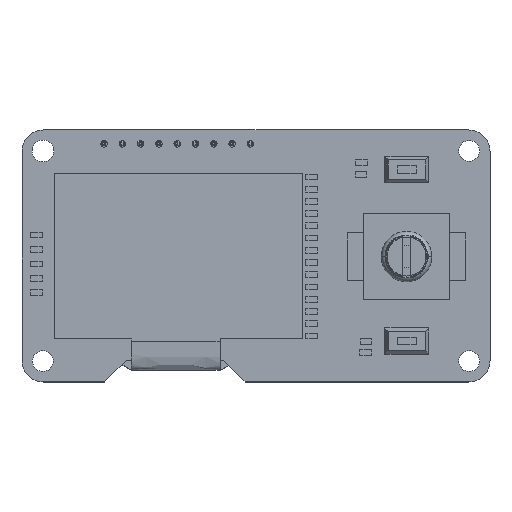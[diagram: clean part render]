
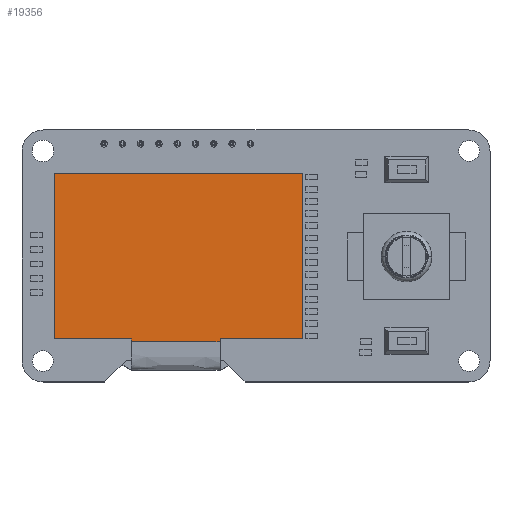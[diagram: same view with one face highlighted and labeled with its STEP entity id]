
A CAD part, top view. The second image highlights one B-rep face of the part: STEP entity #19356.
In plain terms, the highlighted planar face has unit normal (0, 0, 1).
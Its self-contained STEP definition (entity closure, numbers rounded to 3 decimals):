
#19070 = VERTEX_POINT('',#19071);
#19071 = CARTESIAN_POINT('',(-27.95,-11.55,14.));
#19077 = EDGE_CURVE('',#19078,#19070,#19080,.T.);
#19078 = VERTEX_POINT('',#19079);
#19079 = CARTESIAN_POINT('',(-27.95,11.45,14.));
#19080 = LINE('',#19081,#19082);
#19081 = CARTESIAN_POINT('',(-27.95,11.45,14.));
#19082 = VECTOR('',#19083,1.);
#19083 = DIRECTION('',(0.,-1.,0.));
#19101 = VERTEX_POINT('',#19102);
#19102 = CARTESIAN_POINT('',(-17.247,-11.55,14.));
#19108 = EDGE_CURVE('',#19070,#19101,#19109,.T.);
#19109 = LINE('',#19110,#19111);
#19110 = CARTESIAN_POINT('',(-27.95,-11.55,14.));
#19111 = VECTOR('',#19112,1.);
#19112 = DIRECTION('',(1.,0.,0.));
#19142 = VERTEX_POINT('',#19143);
#19143 = CARTESIAN_POINT('',(-17.247,-11.95,14.));
#19190 = EDGE_CURVE('',#19101,#19142,#19191,.T.);
#19191 = LINE('',#19192,#19193);
#19192 = CARTESIAN_POINT('',(-17.247,-11.55,14.));
#19193 = VECTOR('',#19194,1.);
#19194 = DIRECTION('',(0.,-1.,0.));
#19205 = EDGE_CURVE('',#19206,#19208,#19210,.T.);
#19206 = VERTEX_POINT('',#19207);
#19207 = CARTESIAN_POINT('',(-4.947,-11.95,14.));
#19208 = VERTEX_POINT('',#19209);
#19209 = CARTESIAN_POINT('',(-4.947,-11.55,14.));
#19210 = LINE('',#19211,#19212);
#19211 = CARTESIAN_POINT('',(-4.947,-11.55,14.));
#19212 = VECTOR('',#19213,1.);
#19213 = DIRECTION('',(0.,1.,0.));
#19297 = VERTEX_POINT('',#19298);
#19298 = CARTESIAN_POINT('',(6.55,-11.55,14.));
#19304 = EDGE_CURVE('',#19208,#19297,#19305,.T.);
#19305 = LINE('',#19306,#19307);
#19306 = CARTESIAN_POINT('',(-4.947,-11.55,14.));
#19307 = VECTOR('',#19308,1.);
#19308 = DIRECTION('',(1.,0.,0.));
#19321 = VERTEX_POINT('',#19322);
#19322 = CARTESIAN_POINT('',(6.55,11.45,14.));
#19328 = EDGE_CURVE('',#19297,#19321,#19329,.T.);
#19329 = LINE('',#19330,#19331);
#19330 = CARTESIAN_POINT('',(6.55,11.45,14.));
#19331 = VECTOR('',#19332,1.);
#19332 = DIRECTION('',(0.,1.,0.));
#19345 = EDGE_CURVE('',#19321,#19078,#19346,.T.);
#19346 = LINE('',#19347,#19348);
#19347 = CARTESIAN_POINT('',(-27.95,11.45,14.));
#19348 = VECTOR('',#19349,1.);
#19349 = DIRECTION('',(-1.,-0.,-0.));
#19356 = ADVANCED_FACE('',(#19357),#19373,.T.);
#19357 = FACE_BOUND('',#19358,.T.);
#19358 = EDGE_LOOP('',(#19359,#19360,#19367,#19368,#19369,#19370,#19371,
    #19372));
#19359 = ORIENTED_EDGE('',*,*,#19190,.T.);
#19360 = ORIENTED_EDGE('',*,*,#19361,.T.);
#19361 = EDGE_CURVE('',#19142,#19206,#19362,.T.);
#19362 = B_SPLINE_CURVE_WITH_KNOTS('',3,(#19363,#19364,#19365,#19366),
  .UNSPECIFIED.,.F.,.F.,(4,4),(0.,1.),.PIECEWISE_BEZIER_KNOTS.);
#19363 = CARTESIAN_POINT('',(-17.247,-11.95,14.));
#19364 = CARTESIAN_POINT('',(-13.147,-11.95,14.));
#19365 = CARTESIAN_POINT('',(-9.047,-11.95,14.));
#19366 = CARTESIAN_POINT('',(-4.947,-11.95,14.));
#19367 = ORIENTED_EDGE('',*,*,#19205,.T.);
#19368 = ORIENTED_EDGE('',*,*,#19304,.T.);
#19369 = ORIENTED_EDGE('',*,*,#19328,.T.);
#19370 = ORIENTED_EDGE('',*,*,#19345,.T.);
#19371 = ORIENTED_EDGE('',*,*,#19077,.T.);
#19372 = ORIENTED_EDGE('',*,*,#19108,.T.);
#19373 = PLANE('',#19374);
#19374 = AXIS2_PLACEMENT_3D('',#19375,#19376,#19377);
#19375 = CARTESIAN_POINT('',(-32.45,-17.55,14.));
#19376 = DIRECTION('',(0.,0.,1.));
#19377 = DIRECTION('',(1.,0.,0.));
